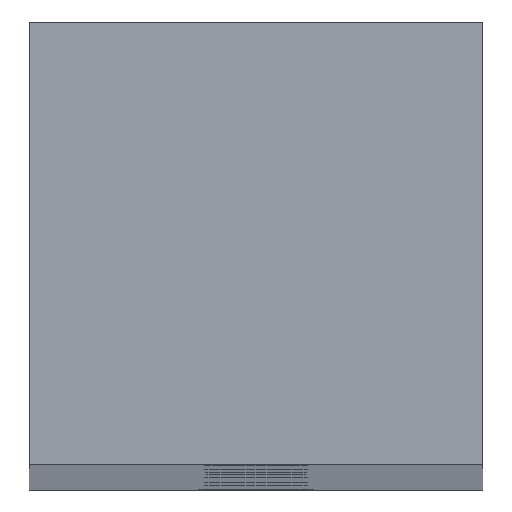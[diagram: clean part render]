
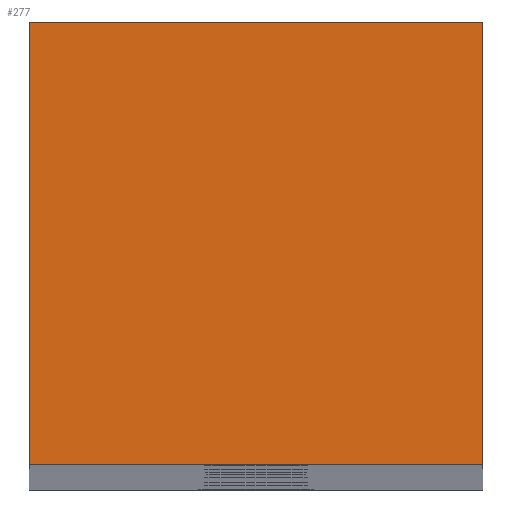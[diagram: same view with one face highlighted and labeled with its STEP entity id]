
A CAD part, top view. The second image highlights one B-rep face of the part: STEP entity #277.
In plain terms, the highlighted planar face has unit normal (0, 0, 1).
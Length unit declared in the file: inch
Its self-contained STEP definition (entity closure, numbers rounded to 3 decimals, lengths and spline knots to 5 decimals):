
#18 = EDGE_CURVE ( 'NONE', #358, #357, #578, .T. ) ;
#32 = EDGE_CURVE ( 'NONE', #357, #362, #647, .T. ) ;
#34 = EDGE_CURVE ( 'NONE', #401, #362, #649, .T. ) ;
#122 = EDGE_CURVE ( 'NONE', #358, #401, #911, .T. ) ;
#222 = AXIS2_PLACEMENT_3D ( 'NONE', #1246, #1251, #1252 ) ;
#277 = ADVANCED_FACE ( 'NONE', ( #1174 ), #1248, .F. ) ;
#285 = CARTESIAN_POINT ( 'NONE',  ( 0., 0., 59. ) ) ;
#286 = DIRECTION ( 'NONE',  ( 0., -1., 0. ) ) ;
#287 = DIRECTION ( 'NONE',  ( 1., 0., 0. ) ) ;
#288 = CARTESIAN_POINT ( 'NONE',  ( 0., 1.758, 59. ) ) ;
#315 = EDGE_LOOP ( 'NONE', ( #1410, #1411, #1412, #1413 ) ) ;
#357 = VERTEX_POINT ( 'NONE', #1272 ) ;
#358 = VERTEX_POINT ( 'NONE', #1273 ) ;
#362 = VERTEX_POINT ( 'NONE', #1277 ) ;
#401 = VERTEX_POINT ( 'NONE', #1315 ) ;
#578 = LINE ( 'NONE', #288, #579 ) ;
#579 = VECTOR ( 'NONE', #286, 39.37008 ) ;
#623 = CARTESIAN_POINT ( 'NONE',  ( 1.8, 1.758, 59. ) ) ;
#624 = DIRECTION ( 'NONE',  ( 0., -1., 0. ) ) ;
#647 = LINE ( 'NONE', #285, #648 ) ;
#648 = VECTOR ( 'NONE', #287, 39.37008 ) ;
#649 = LINE ( 'NONE', #623, #652 ) ;
#652 = VECTOR ( 'NONE', #624, 39.37008 ) ;
#911 = LINE ( 'NONE', #989, #913 ) ;
#913 = VECTOR ( 'NONE', #984, 39.37008 ) ;
#984 = DIRECTION ( 'NONE',  ( 1., 0., 0. ) ) ;
#989 = CARTESIAN_POINT ( 'NONE',  ( 0., 1.758, 59. ) ) ;
#1174 = FACE_OUTER_BOUND ( 'NONE', #315, .T. ) ;
#1246 = CARTESIAN_POINT ( 'NONE',  ( 0., 1.758, 59. ) ) ;
#1248 = PLANE ( 'NONE',  #222 ) ;
#1251 = DIRECTION ( 'NONE',  ( 0., 0., -1. ) ) ;
#1252 = DIRECTION ( 'NONE',  ( -1., 0., 0. ) ) ;
#1272 = CARTESIAN_POINT ( 'NONE',  ( 0., 0., 59. ) ) ;
#1273 = CARTESIAN_POINT ( 'NONE',  ( 0., 1.758, 59. ) ) ;
#1277 = CARTESIAN_POINT ( 'NONE',  ( 1.8, 0., 59. ) ) ;
#1315 = CARTESIAN_POINT ( 'NONE',  ( 1.8, 1.758, 59. ) ) ;
#1410 = ORIENTED_EDGE ( 'NONE', *, *, #32, .T. ) ;
#1411 = ORIENTED_EDGE ( 'NONE', *, *, #34, .F. ) ;
#1412 = ORIENTED_EDGE ( 'NONE', *, *, #122, .F. ) ;
#1413 = ORIENTED_EDGE ( 'NONE', *, *, #18, .T. ) ;
